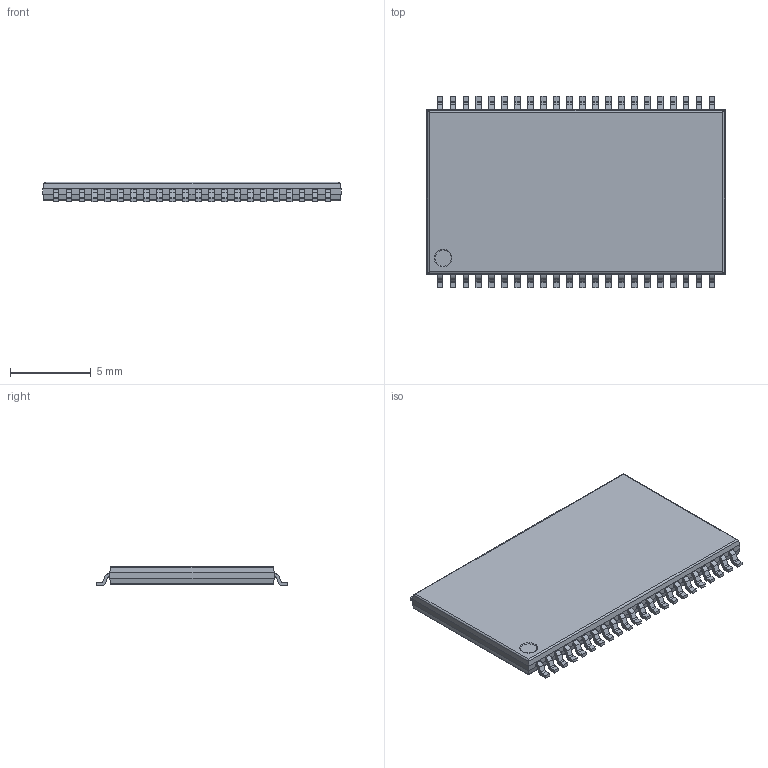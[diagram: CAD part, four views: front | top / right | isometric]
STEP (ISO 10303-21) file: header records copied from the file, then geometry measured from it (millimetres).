
FILE_DESCRIPTION (( 'STEP AP214' ), '1' );
FILE_NAME ( 'SOP80P1183X120-44L19.STEP', '2016-10-10T13:06:04', ( '' ), ( '' ), 'FPX Expert 2013', 'PCB Libraries', '' );
FILE_SCHEMA (( 'AUTOMOTIVE_DESIGN' ));
Length unit declared in the file: millimetre
Products named in the file (1): SOP80P1183X120-44L19
Bounding box: 18.41 x 11.84 x 1.2 mm (x, y, z)
Volume: 216.8 mm3; surface area: 490.3 mm2
Topology: 45 solids, 45 shells, 641 faces, 1634 edges, 1084 vertices
Faces by surface type: plane 455, cylinder 184, torus 2
Entity records: 21599 total; most frequent: CARTESIAN_POINT 3384, DIRECTION 3268, ORIENTED_EDGE 3268, EDGE_CURVE 1634, VECTOR 1268, LINE 1268, VERTEX_POINT 1084, AXIS2_PLACEMENT_3D 1000
